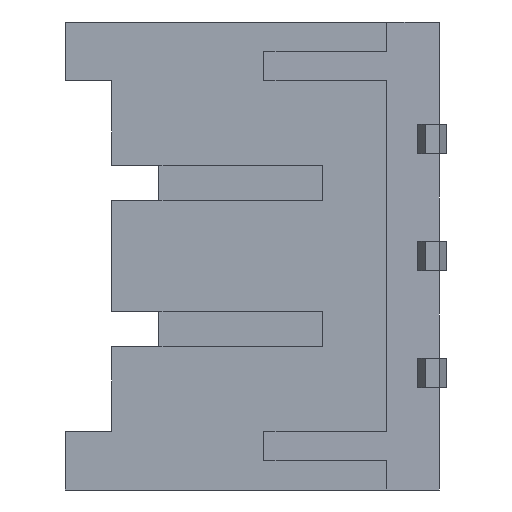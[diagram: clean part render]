
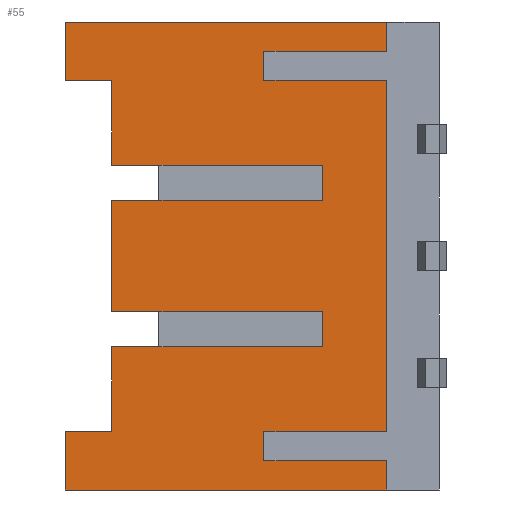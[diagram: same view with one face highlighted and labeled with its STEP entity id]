
A CAD part, left-side view. The second image highlights one B-rep face of the part: STEP entity #55.
In plain terms, the highlighted planar face has unit normal (-1, 0, 0).
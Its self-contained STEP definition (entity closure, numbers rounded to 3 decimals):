
#55=ADVANCED_FACE('',(#271),#272,.T.);
#271=FACE_OUTER_BOUND('',#690,.T.);
#272=PLANE('',#691);
#690=EDGE_LOOP('',(#1182,#1183,#1184,#1185,#1186,#1187,#1188,#1189,#1190,#1191,#1192,#1193,#1194,#1195,#1196,#1197,#1198,#1199,#1200,#1201,#1202,#1203,#1204,#1205));
#691=AXIS2_PLACEMENT_3D('',#1206,#1207,#1208);
#1182=ORIENTED_EDGE('',*,*,#2865,.T.);
#1183=ORIENTED_EDGE('',*,*,#2898,.F.);
#1184=ORIENTED_EDGE('',*,*,#2899,.F.);
#1185=ORIENTED_EDGE('',*,*,#2900,.T.);
#1186=ORIENTED_EDGE('',*,*,#2901,.F.);
#1187=ORIENTED_EDGE('',*,*,#2902,.F.);
#1188=ORIENTED_EDGE('',*,*,#2903,.F.);
#1189=ORIENTED_EDGE('',*,*,#2904,.F.);
#1190=ORIENTED_EDGE('',*,*,#2905,.F.);
#1191=ORIENTED_EDGE('',*,*,#2906,.F.);
#1192=ORIENTED_EDGE('',*,*,#2907,.F.);
#1193=ORIENTED_EDGE('',*,*,#2908,.F.);
#1194=ORIENTED_EDGE('',*,*,#2909,.F.);
#1195=ORIENTED_EDGE('',*,*,#2910,.F.);
#1196=ORIENTED_EDGE('',*,*,#2911,.F.);
#1197=ORIENTED_EDGE('',*,*,#2851,.T.);
#1198=ORIENTED_EDGE('',*,*,#2871,.T.);
#1199=ORIENTED_EDGE('',*,*,#2912,.T.);
#1200=ORIENTED_EDGE('',*,*,#2913,.F.);
#1201=ORIENTED_EDGE('',*,*,#2914,.F.);
#1202=ORIENTED_EDGE('',*,*,#2867,.T.);
#1203=ORIENTED_EDGE('',*,*,#2897,.T.);
#1204=ORIENTED_EDGE('',*,*,#2915,.F.);
#1205=ORIENTED_EDGE('',*,*,#2874,.F.);
#1206=CARTESIAN_POINT('',(-2.65,3.582,-4.0));
#1207=DIRECTION('',(-1.0,0.0,0.0));
#1208=DIRECTION('',(0.0,0.0,1.0));
#2851=EDGE_CURVE('',#3426,#3427,#3428,.T.);
#2865=EDGE_CURVE('',#3455,#3453,#3456,.T.);
#2867=EDGE_CURVE('',#3458,#3459,#3460,.T.);
#2871=EDGE_CURVE('',#3427,#3466,#3467,.T.);
#2874=EDGE_CURVE('',#3455,#3471,#3472,.T.);
#2897=EDGE_CURVE('',#3459,#3511,#3513,.T.);
#2898=EDGE_CURVE('',#3514,#3453,#3515,.T.);
#2899=EDGE_CURVE('',#3516,#3514,#3517,.T.);
#2900=EDGE_CURVE('',#3516,#3518,#3519,.T.);
#2901=EDGE_CURVE('',#3520,#3518,#3521,.T.);
#2902=EDGE_CURVE('',#3522,#3520,#3523,.T.);
#2903=EDGE_CURVE('',#3524,#3522,#3525,.T.);
#2904=EDGE_CURVE('',#3526,#3524,#3527,.T.);
#2905=EDGE_CURVE('',#3528,#3526,#3529,.T.);
#2906=EDGE_CURVE('',#3530,#3528,#3531,.T.);
#2907=EDGE_CURVE('',#3532,#3530,#3533,.T.);
#2908=EDGE_CURVE('',#3534,#3532,#3535,.T.);
#2909=EDGE_CURVE('',#3536,#3534,#3537,.T.);
#2910=EDGE_CURVE('',#3538,#3536,#3539,.T.);
#2911=EDGE_CURVE('',#3426,#3538,#3540,.T.);
#2912=EDGE_CURVE('',#3466,#3541,#3542,.T.);
#2913=EDGE_CURVE('',#3543,#3541,#3544,.T.);
#2914=EDGE_CURVE('',#3458,#3543,#3545,.T.);
#2915=EDGE_CURVE('',#3471,#3511,#3546,.T.);
#3426=VERTEX_POINT('',#4367);
#3427=VERTEX_POINT('',#4368);
#3428=LINE('',#4369,#4370);
#3453=VERTEX_POINT('',#4407);
#3455=VERTEX_POINT('',#4410);
#3456=LINE('',#4411,#4412);
#3458=VERTEX_POINT('',#4415);
#3459=VERTEX_POINT('',#4416);
#3460=LINE('',#4417,#4418);
#3466=VERTEX_POINT('',#4427);
#3467=LINE('',#4428,#4429);
#3471=VERTEX_POINT('',#4435);
#3472=LINE('',#4436,#4437);
#3511=VERTEX_POINT('',#4497);
#3513=LINE('',#4500,#4501);
#3514=VERTEX_POINT('',#4502);
#3515=LINE('',#4503,#4504);
#3516=VERTEX_POINT('',#4505);
#3517=LINE('',#4506,#4507);
#3518=VERTEX_POINT('',#4508);
#3519=LINE('',#4509,#4510);
#3520=VERTEX_POINT('',#4511);
#3521=LINE('',#4512,#4513);
#3522=VERTEX_POINT('',#4514);
#3523=LINE('',#4515,#4516);
#3524=VERTEX_POINT('',#4517);
#3525=LINE('',#4518,#4519);
#3526=VERTEX_POINT('',#4520);
#3527=LINE('',#4521,#4522);
#3528=VERTEX_POINT('',#4523);
#3529=LINE('',#4524,#4525);
#3530=VERTEX_POINT('',#4526);
#3531=LINE('',#4527,#4528);
#3532=VERTEX_POINT('',#4529);
#3533=LINE('',#4530,#4531);
#3534=VERTEX_POINT('',#4532);
#3535=LINE('',#4533,#4534);
#3536=VERTEX_POINT('',#4535);
#3537=LINE('',#4536,#4537);
#3538=VERTEX_POINT('',#4538);
#3539=LINE('',#4539,#4540);
#3540=LINE('',#4541,#4542);
#3541=VERTEX_POINT('',#4543);
#3542=LINE('',#4544,#4545);
#3543=VERTEX_POINT('',#4546);
#3544=LINE('',#4547,#4548);
#3545=LINE('',#4549,#4550);
#3546=LINE('',#4551,#4552);
#4367=CARTESIAN_POINT('',(-2.65,3.582,-4.0));
#4368=CARTESIAN_POINT('',(-2.65,-1.917,-4.0));
#4369=CARTESIAN_POINT('',(-2.65,3.582,-4.0));
#4370=VECTOR('',#5843,5.499);
#4407=CARTESIAN_POINT('',(-2.65,-1.917,4.0));
#4410=CARTESIAN_POINT('',(-2.65,-1.917,3.5));
#4411=CARTESIAN_POINT('',(-2.65,-1.917,3.5));
#4412=VECTOR('',#5857,0.5);
#4415=CARTESIAN_POINT('',(-2.65,-1.917,-3.0));
#4416=CARTESIAN_POINT('',(-2.65,-1.917,3.0));
#4417=CARTESIAN_POINT('',(-2.65,-1.917,-3.0));
#4418=VECTOR('',#5859,6.0);
#4427=CARTESIAN_POINT('',(-2.65,-1.917,-3.5));
#4428=CARTESIAN_POINT('',(-2.65,-1.917,-4.0));
#4429=VECTOR('',#5863,0.5);
#4435=CARTESIAN_POINT('',(-2.65,0.183,3.5));
#4436=CARTESIAN_POINT('',(-2.65,-1.917,3.5));
#4437=VECTOR('',#5866,2.1);
#4497=CARTESIAN_POINT('',(-2.65,0.183,3.0));
#4500=CARTESIAN_POINT('',(-2.65,-1.917,3.0));
#4501=VECTOR('',#5889,2.1);
#4502=CARTESIAN_POINT('',(-2.65,3.582,4.0));
#4503=CARTESIAN_POINT('',(-2.65,3.582,4.0));
#4504=VECTOR('',#5890,5.499);
#4505=CARTESIAN_POINT('',(-2.65,3.582,3.0));
#4506=CARTESIAN_POINT('',(-2.65,3.582,3.0));
#4507=VECTOR('',#5891,1.0);
#4508=CARTESIAN_POINT('',(-2.65,2.782,3.0));
#4509=CARTESIAN_POINT('',(-2.65,3.582,3.0));
#4510=VECTOR('',#5892,0.8);
#4511=CARTESIAN_POINT('',(-2.65,2.782,1.55));
#4512=CARTESIAN_POINT('',(-2.65,2.782,1.55));
#4513=VECTOR('',#5893,1.45);
#4514=CARTESIAN_POINT('',(-2.65,-0.818,1.55));
#4515=CARTESIAN_POINT('',(-2.65,-0.818,1.55));
#4516=VECTOR('',#5894,3.6);
#4517=CARTESIAN_POINT('',(-2.65,-0.818,0.95));
#4518=CARTESIAN_POINT('',(-2.65,-0.818,0.95));
#4519=VECTOR('',#5895,0.6);
#4520=CARTESIAN_POINT('',(-2.65,2.782,0.95));
#4521=CARTESIAN_POINT('',(-2.65,2.782,0.95));
#4522=VECTOR('',#5896,3.6);
#4523=CARTESIAN_POINT('',(-2.65,2.782,-0.95));
#4524=CARTESIAN_POINT('',(-2.65,2.782,-0.95));
#4525=VECTOR('',#5897,1.9);
#4526=CARTESIAN_POINT('',(-2.65,-0.818,-0.95));
#4527=CARTESIAN_POINT('',(-2.65,-0.818,-0.95));
#4528=VECTOR('',#5898,3.6);
#4529=CARTESIAN_POINT('',(-2.65,-0.818,-1.55));
#4530=CARTESIAN_POINT('',(-2.65,-0.818,-1.55));
#4531=VECTOR('',#5899,0.6);
#4532=CARTESIAN_POINT('',(-2.65,2.782,-1.55));
#4533=CARTESIAN_POINT('',(-2.65,2.782,-1.55));
#4534=VECTOR('',#5900,3.6);
#4535=CARTESIAN_POINT('',(-2.65,2.782,-3.0));
#4536=CARTESIAN_POINT('',(-2.65,2.782,-3.0));
#4537=VECTOR('',#5901,1.45);
#4538=CARTESIAN_POINT('',(-2.65,3.582,-3.0));
#4539=CARTESIAN_POINT('',(-2.65,3.582,-3.0));
#4540=VECTOR('',#5902,0.8);
#4541=CARTESIAN_POINT('',(-2.65,3.582,-4.0));
#4542=VECTOR('',#5903,1.0);
#4543=CARTESIAN_POINT('',(-2.65,0.183,-3.5));
#4544=CARTESIAN_POINT('',(-2.65,-1.917,-3.5));
#4545=VECTOR('',#5904,2.1);
#4546=CARTESIAN_POINT('',(-2.65,0.183,-3.0));
#4547=CARTESIAN_POINT('',(-2.65,0.183,-3.0));
#4548=VECTOR('',#5905,0.5);
#4549=CARTESIAN_POINT('',(-2.65,-1.917,-3.0));
#4550=VECTOR('',#5906,2.1);
#4551=CARTESIAN_POINT('',(-2.65,0.183,3.5));
#4552=VECTOR('',#5907,0.5);
#5843=DIRECTION('',(0.0,-1.0,0.0));
#5857=DIRECTION('',(0.0,0.0,1.0));
#5859=DIRECTION('',(0.0,0.0,1.0));
#5863=DIRECTION('',(0.0,0.0,1.0));
#5866=DIRECTION('',(0.0,1.0,0.0));
#5889=DIRECTION('',(0.0,1.0,0.0));
#5890=DIRECTION('',(0.0,-1.0,0.0));
#5891=DIRECTION('',(0.0,0.0,1.0));
#5892=DIRECTION('',(0.0,-1.0,0.0));
#5893=DIRECTION('',(0.0,0.0,1.0));
#5894=DIRECTION('',(0.0,1.0,0.0));
#5895=DIRECTION('',(0.0,0.0,1.0));
#5896=DIRECTION('',(0.0,-1.0,0.0));
#5897=DIRECTION('',(0.0,0.0,1.0));
#5898=DIRECTION('',(0.0,1.0,0.0));
#5899=DIRECTION('',(0.0,0.0,1.0));
#5900=DIRECTION('',(0.0,-1.0,0.0));
#5901=DIRECTION('',(0.0,0.0,1.0));
#5902=DIRECTION('',(0.0,-1.0,0.0));
#5903=DIRECTION('',(0.0,0.0,1.0));
#5904=DIRECTION('',(0.0,1.0,0.0));
#5905=DIRECTION('',(0.0,0.0,-1.0));
#5906=DIRECTION('',(0.0,1.0,0.0));
#5907=DIRECTION('',(0.0,0.0,-1.0));
